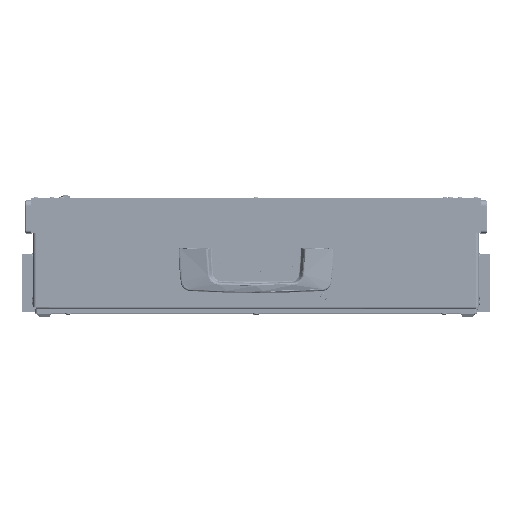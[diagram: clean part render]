
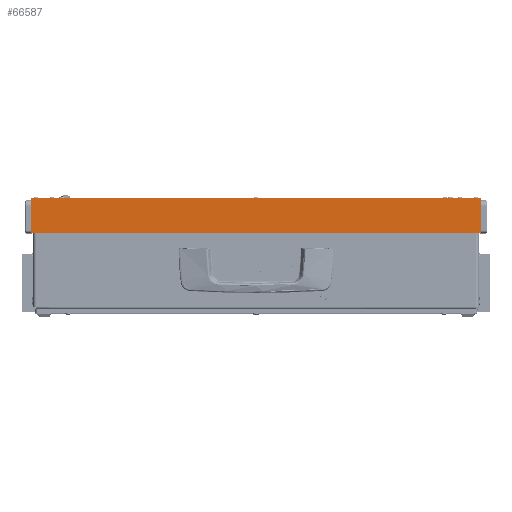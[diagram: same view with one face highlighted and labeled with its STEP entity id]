
A CAD part, top view. The second image highlights one B-rep face of the part: STEP entity #66587.
In plain terms, the highlighted face is planar.
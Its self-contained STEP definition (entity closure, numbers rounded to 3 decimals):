
#134 = CARTESIAN_POINT ( 'NONE',  ( -232., 36., -173. ) ) ;
#175 = PLANE ( 'NONE',  #57480 ) ;
#1969 = EDGE_CURVE ( 'NONE', #27479, #42617, #61453, .T. ) ;
#4461 = CARTESIAN_POINT ( 'NONE',  ( 232., 36., -173. ) ) ;
#8037 = CARTESIAN_POINT ( 'NONE',  ( -232., 0., -173. ) ) ;
#14893 = DIRECTION ( 'NONE',  ( 0., 0., 1. ) ) ;
#16944 = CARTESIAN_POINT ( 'NONE',  ( 232., 36., -173. ) ) ;
#20676 = EDGE_CURVE ( 'NONE', #38638, #42617, #91036, .T. ) ;
#21045 = VECTOR ( 'NONE', #40534, 1000. ) ;
#22214 = ORIENTED_EDGE ( 'NONE', *, *, #20676, .F. ) ;
#27479 = VERTEX_POINT ( 'NONE', #38419 ) ;
#27938 = LINE ( 'NONE', #76293, #21045 ) ;
#35580 = FACE_OUTER_BOUND ( 'NONE', #67531, .T. ) ;
#38017 = LINE ( 'NONE', #16944, #65358 ) ;
#38419 = CARTESIAN_POINT ( 'NONE',  ( 232., 0., -173. ) ) ;
#38638 = VERTEX_POINT ( 'NONE', #134 ) ;
#40534 = DIRECTION ( 'NONE',  ( -1., 0., 0. ) ) ;
#40635 = CARTESIAN_POINT ( 'NONE',  ( -232., 36., -173. ) ) ;
#42617 = VERTEX_POINT ( 'NONE', #8037 ) ;
#45669 = VERTEX_POINT ( 'NONE', #4461 ) ;
#49809 = EDGE_CURVE ( 'NONE', #45669, #27479, #38017, .T. ) ;
#51260 = VECTOR ( 'NONE', #92297, 1000. ) ;
#55639 = ORIENTED_EDGE ( 'NONE', *, *, #60977, .F. ) ;
#57480 = AXIS2_PLACEMENT_3D ( 'NONE', #58631, #14893, #73357 ) ;
#58631 = CARTESIAN_POINT ( 'NONE',  ( -232., 36., -173. ) ) ;
#60977 = EDGE_CURVE ( 'NONE', #45669, #38638, #27938, .T. ) ;
#61453 = LINE ( 'NONE', #78620, #51260 ) ;
#65358 = VECTOR ( 'NONE', #74453, 1000. ) ;
#66587 = ADVANCED_FACE ( 'NONE', ( #35580 ), #175, .F. ) ;
#67531 = EDGE_LOOP ( 'NONE', ( #77952, #22214, #55639, #75925 ) ) ;
#69670 = DIRECTION ( 'NONE',  ( 0., -1., 0. ) ) ;
#71662 = VECTOR ( 'NONE', #69670, 1000. ) ;
#73357 = DIRECTION ( 'NONE',  ( 1., 0., 0. ) ) ;
#74453 = DIRECTION ( 'NONE',  ( 0., -1., 0. ) ) ;
#75925 = ORIENTED_EDGE ( 'NONE', *, *, #49809, .T. ) ;
#76293 = CARTESIAN_POINT ( 'NONE',  ( -232., 36., -173. ) ) ;
#77952 = ORIENTED_EDGE ( 'NONE', *, *, #1969, .T. ) ;
#78620 = CARTESIAN_POINT ( 'NONE',  ( -232., 0., -173. ) ) ;
#91036 = LINE ( 'NONE', #40635, #71662 ) ;
#92297 = DIRECTION ( 'NONE',  ( -1., 0., 0. ) ) ;
